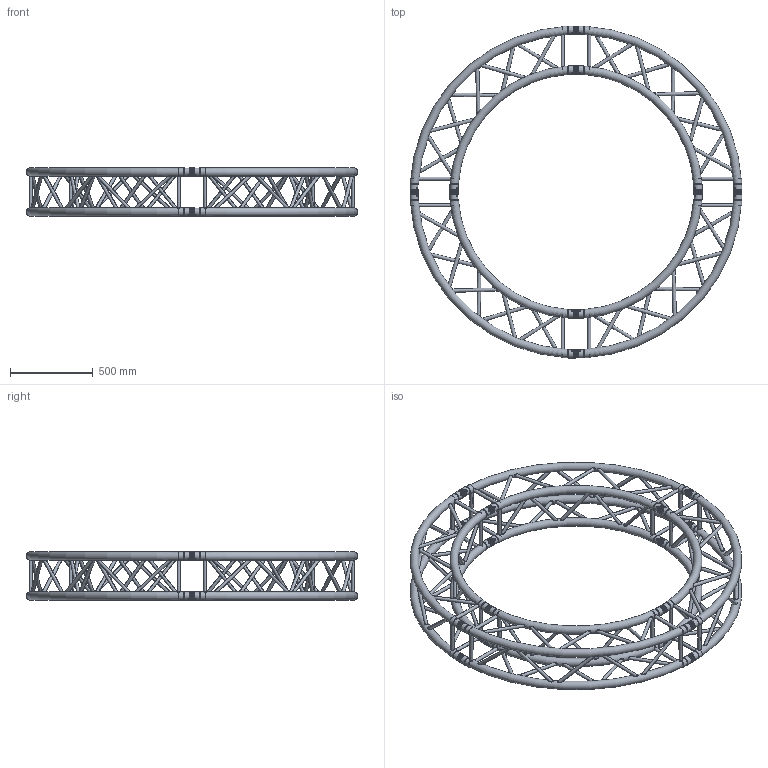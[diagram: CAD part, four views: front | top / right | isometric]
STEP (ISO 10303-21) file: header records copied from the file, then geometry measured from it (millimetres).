
FILE_DESCRIPTION(/* description */ (''),/* implementation_level */ '2;1');
FILE_NAME(/* name */ 'SQ-C2-90.stp',/* time_stamp */ '2021-03-20T20:49:42-07:00',/* author */ ('TheDanny'),/* organization */ (''),/* preprocessor_version */ 'ST-DEVELOPER v18.1',/* originating_system */ 'Autodesk Inventor 2021',/* authorisation */ '');
FILE_SCHEMA (('AUTOMOTIVE_DESIGN { 1 0 10303 214 3 1 1 }'));
Products named in the file (161): SQ-C2-90; SQ-C2-901; SQ-C2-902; SQ-C2-903; SQ-C2-904; SQ-C2-905; SQ-C2-906; SQ-C2-907; SQ-C2-908; SQ-C2-909; SQ-C2-9010; SQ-C2-9011; SQ-C2-9012; SQ-C2-9013; SQ-C2-9014; SQ-C2-9015; SQ-C2-9016; SQ-C2-9017; SQ-C2-9018; SQ-C2-9019; SQ-C2-9020; SQ-C2-9021; SQ-C2-9022; SQ-C2-9023; SQ-C2-9024; SQ-C2-9025; SQ-C2-9026; SQ-C2-9027; SQ-C2-9028; SQ-C2-9029; SQ-C2-9030; SQ-C2-9031; SQ-C2-9032; SQ-C2-9033; SQ-C2-9034; SQ-C2-9035; SQ-C2-9036; SQ-C2-9037; SQ-C2-9038; SQ-C2-9039 ...
Assembly tree (160 placements, depth 2):
  SQ-C2-90
    SQ-C2-901
    SQ-C2-902
    SQ-C2-903
    SQ-C2-904
    SQ-C2-905
    SQ-C2-906
    SQ-C2-907
    SQ-C2-908
    SQ-C2-909
    SQ-C2-9010
    SQ-C2-9011
    SQ-C2-9012
    SQ-C2-9013
    SQ-C2-9014
    SQ-C2-9015
    SQ-C2-9016
    SQ-C2-9017
    SQ-C2-9018
    SQ-C2-9019
    SQ-C2-9020
    SQ-C2-9021
    SQ-C2-9022
    SQ-C2-9023
    SQ-C2-9024
    SQ-C2-9025
    SQ-C2-9026
    SQ-C2-9027
    SQ-C2-9028
    SQ-C2-9029
    SQ-C2-9030
    SQ-C2-9031
    SQ-C2-9032
    SQ-C2-9033
    SQ-C2-9034
    SQ-C2-9035
    SQ-C2-9036
    SQ-C2-9037
    SQ-C2-9038
    SQ-C2-9039
    SQ-C2-9040
    SQ-C2-9041
    SQ-C2-9042
    SQ-C2-9043
    SQ-C2-9044
    SQ-C2-9045
    SQ-C2-9046
    SQ-C2-9047
    SQ-C2-9048
    SQ-C2-9049
    SQ-C2-9050
    SQ-C2-9051
    SQ-C2-9052
    SQ-C2-9053
    SQ-C2-9054
    SQ-C2-9055
    SQ-C2-9056
    SQ-C2-9057
    SQ-C2-9058
    SQ-C2-9059
Bounding box: 1999.81 x 1999.81 x 290 mm (x, y, z)
Volume: 11790946 mm3; surface area: 9822797.8 mm2
Topology: 160 solids, 160 shells, 1024 faces, 3136 edges, 2368 vertices
Faces by surface type: torus 384, cylinder 320, cone 224, plane 96
Full cylindrical faces by diameter (mm): 16 x112, 20 x112, 30.3 x32, 45.8 x32, 50 x32
Entity records: 79355 total; most frequent: CARTESIAN_POINT 45305, ORIENTED_EDGE 6272, DIRECTION 5666, EDGE_CURVE 3136, AXIS2_PLACEMENT_3D 2529, VERTEX_POINT 2368, EDGE_LOOP 1408, B_SPLINE_CURVE_WITH_KNOTS 1344
